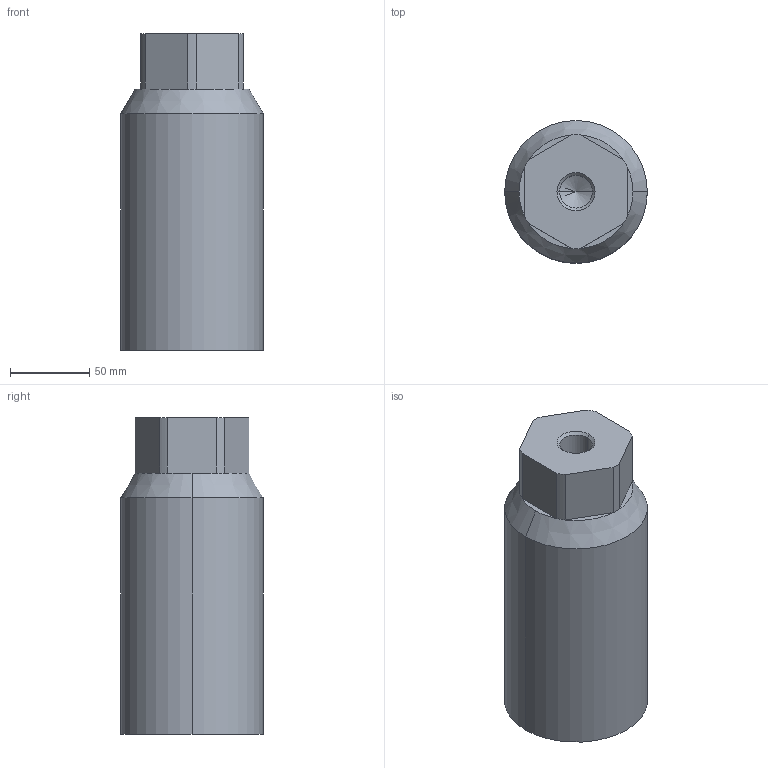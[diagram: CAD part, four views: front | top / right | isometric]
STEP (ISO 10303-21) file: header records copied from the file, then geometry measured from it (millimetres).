
FILE_DESCRIPTION(('STEP AP214'),'1');
FILE_NAME('HALDERN_EH_23310_0243.stp','2020-04-22T11:25:19',('TraceParts'),('TraceParts S.A.'),'Spatial InterOp 3D',' ',' ');
FILE_SCHEMA(('AUTOMOTIVE_DESIGN { 1 0 10303 214 1 1 1 1 }'));
Length unit declared in the file: millimetre
Products named in the file (1): HALDERN_EH_23310_0243
Bounding box: 90 x 90 x 200 mm (x, y, z)
Volume: 1106586.7 mm3; surface area: 74931.2 mm2
Topology: 1 solids, 1 shells, 46 faces, 100 edges, 56 vertices
Faces by surface type: cylinder 16, plane 16, cone 14
Entity records: 2368 total; most frequent: DIRECTION 238, STYLED_ITEM 199, PRESENTATION_STYLE_ASSIGNMENT 199, CARTESIAN_POINT 199, COLOUR_RGB 199, ORIENTED_EDGE 192, EDGE_CURVE 96, CURVE_STYLE 96
